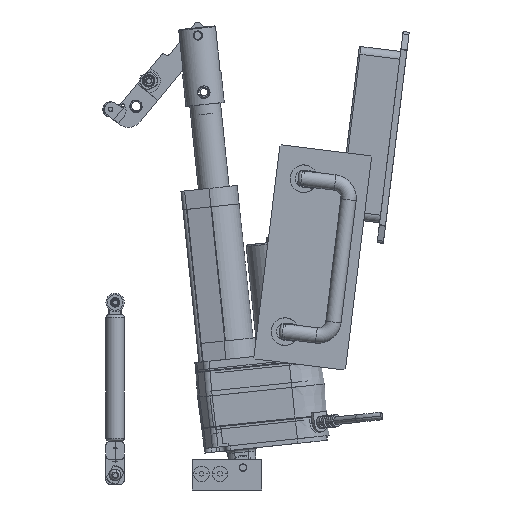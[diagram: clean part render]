
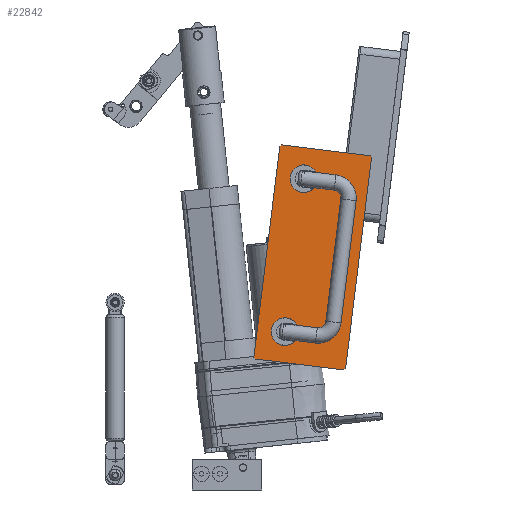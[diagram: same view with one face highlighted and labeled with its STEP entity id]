
A CAD part, left-side view. The second image highlights one B-rep face of the part: STEP entity #22842.
In plain terms, the highlighted face is planar.
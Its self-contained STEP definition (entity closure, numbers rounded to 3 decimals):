
#1284 = EDGE_CURVE ( 'NONE', #33792, #25643, #11215, .T. ) ;
#1618 = ORIENTED_EDGE ( 'NONE', *, *, #41137, .F. ) ;
#1697 = LINE ( 'NONE', #31852, #45697 ) ;
#1891 = CARTESIAN_POINT ( 'NONE',  ( 50., 1., -12. ) ) ;
#1962 = FACE_BOUND ( 'NONE', #49286, .T. ) ;
#2482 = DIRECTION ( 'NONE',  ( 0., 0., -1. ) ) ;
#3991 = ORIENTED_EDGE ( 'NONE', *, *, #37964, .T. ) ;
#5041 = ORIENTED_EDGE ( 'NONE', *, *, #50045, .F. ) ;
#5276 = FACE_OUTER_BOUND ( 'NONE', #16532, .T. ) ;
#6503 = CARTESIAN_POINT ( 'NONE',  ( -70., 1., 29. ) ) ;
#7302 = FACE_BOUND ( 'NONE', #19874, .T. ) ;
#8151 = VECTOR ( 'NONE', #13347, 1000. ) ;
#8964 = CARTESIAN_POINT ( 'NONE',  ( 69., 1., -30. ) ) ;
#9124 = VECTOR ( 'NONE', #10939, 1000. ) ;
#9270 = CARTESIAN_POINT ( 'NONE',  ( 70., 1., -29. ) ) ;
#9507 = CARTESIAN_POINT ( 'NONE',  ( 50., 1., -16.1 ) ) ;
#9937 = DIRECTION ( 'NONE',  ( 0., 0., -1. ) ) ;
#10939 = DIRECTION ( 'NONE',  ( -0.707, 0., 0.707 ) ) ;
#11215 = LINE ( 'NONE', #47642, #55175 ) ;
#11652 = EDGE_CURVE ( 'NONE', #17360, #27779, #16594, .T. ) ;
#11881 = CIRCLE ( 'NONE', #42332, 4.1 ) ;
#12166 = CARTESIAN_POINT ( 'NONE',  ( -69., 1., -30. ) ) ;
#13347 = DIRECTION ( 'NONE',  ( 0., 0., -1. ) ) ;
#13545 = CARTESIAN_POINT ( 'NONE',  ( -50., 1., -12. ) ) ;
#14627 = VERTEX_POINT ( 'NONE', #8964 ) ;
#14711 = VERTEX_POINT ( 'NONE', #9507 ) ;
#14956 = ORIENTED_EDGE ( 'NONE', *, *, #31400, .T. ) ;
#15378 = AXIS2_PLACEMENT_3D ( 'NONE', #1891, #35503, #9937 ) ;
#15787 = DIRECTION ( 'NONE',  ( 0., -1., 0. ) ) ;
#16418 = LINE ( 'NONE', #24193, #9124 ) ;
#16532 = EDGE_LOOP ( 'NONE', ( #24659, #23932, #46474, #3991, #54922, #29355, #14956, #48809 ) ) ;
#16594 = CIRCLE ( 'NONE', #39811, 4.1 ) ;
#17360 = VERTEX_POINT ( 'NONE', #45597 ) ;
#18611 = DIRECTION ( 'NONE',  ( 0., 0., -1. ) ) ;
#18830 = DIRECTION ( 'NONE',  ( 0.707, 0., -0.707 ) ) ;
#19874 = EDGE_LOOP ( 'NONE', ( #5041, #49190 ) ) ;
#20167 = DIRECTION ( 'NONE',  ( 0., 0., 1. ) ) ;
#20771 = CARTESIAN_POINT ( 'NONE',  ( -69., 1., 30. ) ) ;
#21161 = DIRECTION ( 'NONE',  ( 0., 1., 0. ) ) ;
#22341 = DIRECTION ( 'NONE',  ( 0., 1., 0. ) ) ;
#22425 = DIRECTION ( 'NONE',  ( -1., 0., 0. ) ) ;
#22824 = CARTESIAN_POINT ( 'NONE',  ( 69., 1., -30. ) ) ;
#22842 = ADVANCED_FACE ( 'NONE', ( #7302, #1962, #5276 ), #27370, .F. ) ;
#23147 = VERTEX_POINT ( 'NONE', #9270 ) ;
#23820 = ORIENTED_EDGE ( 'NONE', *, *, #11652, .F. ) ;
#23932 = ORIENTED_EDGE ( 'NONE', *, *, #41464, .T. ) ;
#24193 = CARTESIAN_POINT ( 'NONE',  ( -70., 1., -29. ) ) ;
#24503 = EDGE_CURVE ( 'NONE', #32739, #26308, #1697, .T. ) ;
#24659 = ORIENTED_EDGE ( 'NONE', *, *, #48240, .T. ) ;
#25643 = VERTEX_POINT ( 'NONE', #20771 ) ;
#25925 = EDGE_CURVE ( 'NONE', #14627, #50379, #51850, .T. ) ;
#26308 = VERTEX_POINT ( 'NONE', #30218 ) ;
#26714 = CARTESIAN_POINT ( 'NONE',  ( -70., 1., -30. ) ) ;
#26817 = DIRECTION ( 'NONE',  ( 1., 0., 0. ) ) ;
#26999 = DIRECTION ( 'NONE',  ( 0.707, 0., 0.707 ) ) ;
#27370 = PLANE ( 'NONE',  #54184 ) ;
#27779 = VERTEX_POINT ( 'NONE', #28677 ) ;
#28677 = CARTESIAN_POINT ( 'NONE',  ( -50., 1., -16.1 ) ) ;
#29355 = ORIENTED_EDGE ( 'NONE', *, *, #1284, .T. ) ;
#29596 = LINE ( 'NONE', #51922, #47509 ) ;
#29743 = DIRECTION ( 'NONE',  ( 0., 0., 1. ) ) ;
#30218 = CARTESIAN_POINT ( 'NONE',  ( 70., 1., 29. ) ) ;
#31400 = EDGE_CURVE ( 'NONE', #25643, #32739, #29596, .T. ) ;
#31852 = CARTESIAN_POINT ( 'NONE',  ( 70., 1., 29. ) ) ;
#32739 = VERTEX_POINT ( 'NONE', #45844 ) ;
#33792 = VERTEX_POINT ( 'NONE', #6503 ) ;
#33897 = VECTOR ( 'NONE', #22425, 1000. ) ;
#35286 = VECTOR ( 'NONE', #39971, 1000. ) ;
#35503 = DIRECTION ( 'NONE',  ( 0., 1., 0. ) ) ;
#36823 = EDGE_CURVE ( 'NONE', #14711, #36931, #11881, .T. ) ;
#36925 = CARTESIAN_POINT ( 'NONE',  ( 70., 1., -30. ) ) ;
#36931 = VERTEX_POINT ( 'NONE', #46520 ) ;
#37661 = LINE ( 'NONE', #50104, #42996 ) ;
#37964 = EDGE_CURVE ( 'NONE', #50379, #49036, #16418, .T. ) ;
#39125 = CARTESIAN_POINT ( 'NONE',  ( 70., 1., 30. ) ) ;
#39811 = AXIS2_PLACEMENT_3D ( 'NONE', #13545, #22341, #47638 ) ;
#39971 = DIRECTION ( 'NONE',  ( -0.707, 0., -0.707 ) ) ;
#41137 = EDGE_CURVE ( 'NONE', #27779, #17360, #41334, .T. ) ;
#41334 = CIRCLE ( 'NONE', #52415, 4.1 ) ;
#41464 = EDGE_CURVE ( 'NONE', #23147, #14627, #49857, .T. ) ;
#41554 = LINE ( 'NONE', #39125, #8151 ) ;
#42332 = AXIS2_PLACEMENT_3D ( 'NONE', #44572, #49567, #2482 ) ;
#42996 = VECTOR ( 'NONE', #20167, 1000. ) ;
#44569 = CIRCLE ( 'NONE', #15378, 4.1 ) ;
#44572 = CARTESIAN_POINT ( 'NONE',  ( 50., 1., -12. ) ) ;
#45597 = CARTESIAN_POINT ( 'NONE',  ( -50., 1., -7.9 ) ) ;
#45697 = VECTOR ( 'NONE', #18830, 1000. ) ;
#45844 = CARTESIAN_POINT ( 'NONE',  ( 69., 1., 30. ) ) ;
#46474 = ORIENTED_EDGE ( 'NONE', *, *, #25925, .T. ) ;
#46520 = CARTESIAN_POINT ( 'NONE',  ( 50., 1., -7.9 ) ) ;
#47509 = VECTOR ( 'NONE', #26817, 1000. ) ;
#47524 = EDGE_CURVE ( 'NONE', #49036, #33792, #37661, .T. ) ;
#47638 = DIRECTION ( 'NONE',  ( 0., 0., 1. ) ) ;
#47642 = CARTESIAN_POINT ( 'NONE',  ( -69., 1., 30. ) ) ;
#48240 = EDGE_CURVE ( 'NONE', #26308, #23147, #41554, .T. ) ;
#48809 = ORIENTED_EDGE ( 'NONE', *, *, #24503, .T. ) ;
#49036 = VERTEX_POINT ( 'NONE', #52364 ) ;
#49190 = ORIENTED_EDGE ( 'NONE', *, *, #36823, .F. ) ;
#49286 = EDGE_LOOP ( 'NONE', ( #23820, #1618 ) ) ;
#49567 = DIRECTION ( 'NONE',  ( 0., 1., 0. ) ) ;
#49857 = LINE ( 'NONE', #22824, #35286 ) ;
#50045 = EDGE_CURVE ( 'NONE', #36931, #14711, #44569, .T. ) ;
#50104 = CARTESIAN_POINT ( 'NONE',  ( -70., 1., 30. ) ) ;
#50379 = VERTEX_POINT ( 'NONE', #12166 ) ;
#51850 = LINE ( 'NONE', #26714, #33897 ) ;
#51922 = CARTESIAN_POINT ( 'NONE',  ( -70., 1., 30. ) ) ;
#52364 = CARTESIAN_POINT ( 'NONE',  ( -70., 1., -29. ) ) ;
#52415 = AXIS2_PLACEMENT_3D ( 'NONE', #55008, #21161, #29743 ) ;
#54184 = AXIS2_PLACEMENT_3D ( 'NONE', #36925, #15787, #18611 ) ;
#54922 = ORIENTED_EDGE ( 'NONE', *, *, #47524, .T. ) ;
#55008 = CARTESIAN_POINT ( 'NONE',  ( -50., 1., -12. ) ) ;
#55175 = VECTOR ( 'NONE', #26999, 1000. ) ;
